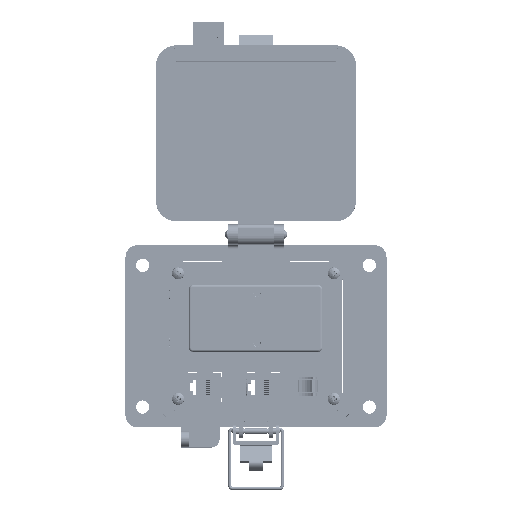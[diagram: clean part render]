
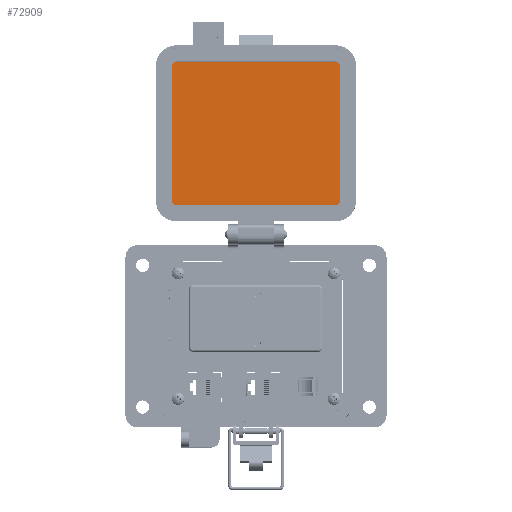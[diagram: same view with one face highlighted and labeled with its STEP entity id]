
A CAD part, top view. The second image highlights one B-rep face of the part: STEP entity #72909.
In plain terms, the highlighted planar face has unit normal (0, 0, 1).
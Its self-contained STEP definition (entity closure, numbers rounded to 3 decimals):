
#706 = CARTESIAN_POINT ( 'NONE',  ( 35.912, 57.705, 19.202 ) ) ;
#1440 = CARTESIAN_POINT ( 'NONE',  ( 38.212, 60.004, 19.202 ) ) ;
#2468 = CIRCLE ( 'NONE', #152604, 2.299 ) ;
#9535 = CARTESIAN_POINT ( 'NONE',  ( 39.871, 130.108, 19.202 ) ) ;
#14341 = VERTEX_POINT ( 'NONE', #111648 ) ;
#17485 = VECTOR ( 'NONE', #47646, 1000. ) ;
#20008 = EDGE_CURVE ( 'NONE', #141838, #116772, #180282, .T. ) ;
#22797 = CARTESIAN_POINT ( 'NONE',  ( -3.279, 128.688, 19.202 ) ) ;
#35460 = VERTEX_POINT ( 'NONE', #84382 ) ;
#38495 = LINE ( 'NONE', #22797, #81837 ) ;
#42813 = ORIENTED_EDGE ( 'NONE', *, *, #215220, .F. ) ;
#43119 = DIRECTION ( 'NONE',  ( -1., 0., 0. ) ) ;
#44060 = EDGE_CURVE ( 'NONE', #108855, #55942, #2468, .T. ) ;
#47646 = DIRECTION ( 'NONE',  ( -1., 0., 0. ) ) ;
#49756 = CARTESIAN_POINT ( 'NONE',  ( 35.912, 126.389, 19.202 ) ) ;
#50361 = ORIENTED_EDGE ( 'NONE', *, *, #142379, .F. ) ;
#53088 = DIRECTION ( 'NONE',  ( 0., 0., -1. ) ) ;
#55152 = CARTESIAN_POINT ( 'NONE',  ( -42.469, 126.389, 19.202 ) ) ;
#55942 = VERTEX_POINT ( 'NONE', #706 ) ;
#57021 = CARTESIAN_POINT ( 'NONE',  ( -42.469, 60.004, 19.202 ) ) ;
#57345 = VECTOR ( 'NONE', #125243, 1000. ) ;
#58105 = CARTESIAN_POINT ( 'NONE',  ( 38.212, 93.196, 19.202 ) ) ;
#60345 = DIRECTION ( 'NONE',  ( 0., 0., -1. ) ) ;
#62520 = CARTESIAN_POINT ( 'NONE',  ( 35.912, 60.004, 19.202 ) ) ;
#70915 = EDGE_CURVE ( 'NONE', #116772, #14341, #211727, .T. ) ;
#72698 = DIRECTION ( 'NONE',  ( 0., 0., -1. ) ) ;
#72909 = ADVANCED_FACE ( 'NONE', ( #129232 ), #115750, .T. ) ;
#75501 = CIRCLE ( 'NONE', #182818, 2.299 ) ;
#76335 = AXIS2_PLACEMENT_3D ( 'NONE', #9535, #184095, #43119 ) ;
#81623 = CARTESIAN_POINT ( 'NONE',  ( 35.912, 128.688, 19.202 ) ) ;
#81837 = VECTOR ( 'NONE', #141461, 1000. ) ;
#84382 = CARTESIAN_POINT ( 'NONE',  ( 38.212, 126.389, 19.202 ) ) ;
#85659 = ORIENTED_EDGE ( 'NONE', *, *, #70915, .F. ) ;
#88455 = CIRCLE ( 'NONE', #116988, 2.299 ) ;
#89024 = EDGE_CURVE ( 'NONE', #14341, #135007, #38495, .T. ) ;
#91803 = ORIENTED_EDGE ( 'NONE', *, *, #20008, .F. ) ;
#93889 = CARTESIAN_POINT ( 'NONE',  ( -44.769, 60.004, 19.202 ) ) ;
#94014 = EDGE_CURVE ( 'NONE', #35460, #108855, #211483, .T. ) ;
#94078 = CARTESIAN_POINT ( 'NONE',  ( -44.769, 93.196, 19.202 ) ) ;
#103697 = CARTESIAN_POINT ( 'NONE',  ( -42.469, 57.705, 19.202 ) ) ;
#106506 = ORIENTED_EDGE ( 'NONE', *, *, #94014, .F. ) ;
#108855 = VERTEX_POINT ( 'NONE', #1440 ) ;
#110075 = ORIENTED_EDGE ( 'NONE', *, *, #89024, .F. ) ;
#111648 = CARTESIAN_POINT ( 'NONE',  ( -42.469, 128.688, 19.202 ) ) ;
#115750 = PLANE ( 'NONE',  #76335 ) ;
#116772 = VERTEX_POINT ( 'NONE', #214609 ) ;
#116988 = AXIS2_PLACEMENT_3D ( 'NONE', #57021, #72698, #176752 ) ;
#118872 = VERTEX_POINT ( 'NONE', #103697 ) ;
#123404 = DIRECTION ( 'NONE',  ( 0., 0., -1. ) ) ;
#125243 = DIRECTION ( 'NONE',  ( 0., -1., 0. ) ) ;
#128612 = EDGE_CURVE ( 'NONE', #118872, #141838, #88455, .T. ) ;
#129232 = FACE_OUTER_BOUND ( 'NONE', #217898, .T. ) ;
#130729 = DIRECTION ( 'NONE',  ( 0., -1., 0. ) ) ;
#135007 = VERTEX_POINT ( 'NONE', #81623 ) ;
#138515 = ORIENTED_EDGE ( 'NONE', *, *, #128612, .F. ) ;
#141461 = DIRECTION ( 'NONE',  ( 1., 0., 0. ) ) ;
#141838 = VERTEX_POINT ( 'NONE', #93889 ) ;
#142379 = EDGE_CURVE ( 'NONE', #55942, #118872, #199936, .T. ) ;
#143723 = AXIS2_PLACEMENT_3D ( 'NONE', #55152, #123404, #210747 ) ;
#146613 = DIRECTION ( 'NONE',  ( 0., 1., 0. ) ) ;
#152604 = AXIS2_PLACEMENT_3D ( 'NONE', #62520, #60345, #130729 ) ;
#176752 = DIRECTION ( 'NONE',  ( 1., 0., 0. ) ) ;
#180282 = LINE ( 'NONE', #94078, #208627 ) ;
#182818 = AXIS2_PLACEMENT_3D ( 'NONE', #49756, #53088, #207586 ) ;
#184095 = DIRECTION ( 'NONE',  ( 0., 0., 1. ) ) ;
#187557 = CARTESIAN_POINT ( 'NONE',  ( -3.279, 57.705, 19.202 ) ) ;
#199936 = LINE ( 'NONE', #187557, #17485 ) ;
#207586 = DIRECTION ( 'NONE',  ( 1., 0., 0. ) ) ;
#208316 = ORIENTED_EDGE ( 'NONE', *, *, #44060, .F. ) ;
#208627 = VECTOR ( 'NONE', #146613, 1000. ) ;
#210747 = DIRECTION ( 'NONE',  ( 0., -1., 0. ) ) ;
#211483 = LINE ( 'NONE', #58105, #57345 ) ;
#211727 = CIRCLE ( 'NONE', #143723, 2.299 ) ;
#214609 = CARTESIAN_POINT ( 'NONE',  ( -44.769, 126.389, 19.202 ) ) ;
#215220 = EDGE_CURVE ( 'NONE', #135007, #35460, #75501, .T. ) ;
#217898 = EDGE_LOOP ( 'NONE', ( #208316, #106506, #42813, #110075, #85659, #91803, #138515, #50361 ) ) ;
